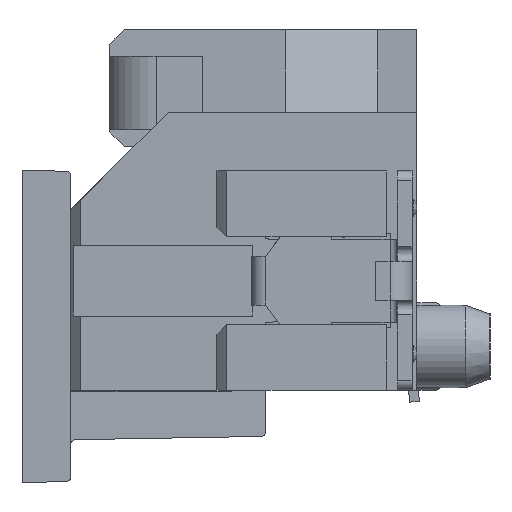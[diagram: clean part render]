
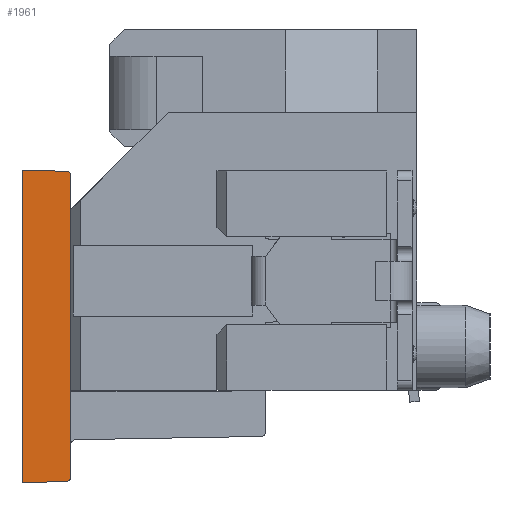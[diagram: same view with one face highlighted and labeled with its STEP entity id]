
A CAD part, left-side view. The second image highlights one B-rep face of the part: STEP entity #1961.
In plain terms, the highlighted face is planar.
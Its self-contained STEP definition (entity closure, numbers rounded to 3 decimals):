
#421 = EDGE_CURVE ( 'NONE', #22654, #9450, #9826, .T. ) ;
#575 = CARTESIAN_POINT ( 'NONE',  ( 5.95, 3., 1.325 ) ) ;
#731 = DIRECTION ( 'NONE',  ( 0., 0., 1. ) ) ;
#782 = CARTESIAN_POINT ( 'NONE',  ( 5.95, 0., 0. ) ) ;
#970 = DIRECTION ( 'NONE',  ( 0., 0., 1. ) ) ;
#1020 = CARTESIAN_POINT ( 'NONE',  ( 5.95, 3., -2.423 ) ) ;
#1122 = DIRECTION ( 'NONE',  ( 1., 0., 0. ) ) ;
#1356 = CARTESIAN_POINT ( 'NONE',  ( 5.95, 3.1, 3.084 ) ) ;
#1673 = LINE ( 'NONE', #6187, #16927 ) ;
#1818 = ORIENTED_EDGE ( 'NONE', *, *, #17397, .T. ) ;
#1888 = VERTEX_POINT ( 'NONE', #10521 ) ;
#1961 = ADVANCED_FACE ( 'NONE', ( #24661 ), #24243, .F. ) ;
#3720 = VECTOR ( 'NONE', #24304, 1000. ) ;
#3745 = VECTOR ( 'NONE', #18965, 1000. ) ;
#3821 = ORIENTED_EDGE ( 'NONE', *, *, #26932, .T. ) ;
#5619 = CARTESIAN_POINT ( 'NONE',  ( 5.95, 3.098, -3.184 ) ) ;
#5928 = CARTESIAN_POINT ( 'NONE',  ( 5.95, 3., 2.423 ) ) ;
#6187 = CARTESIAN_POINT ( 'NONE',  ( 5.95, 3., -1.325 ) ) ;
#6423 = ORIENTED_EDGE ( 'NONE', *, *, #19361, .T. ) ;
#6662 = LINE ( 'NONE', #21376, #7910 ) ;
#6771 = LINE ( 'NONE', #10992, #3720 ) ;
#7206 = CARTESIAN_POINT ( 'NONE',  ( 5.95, 3.1, -3.084 ) ) ;
#7409 = LINE ( 'NONE', #16029, #22810 ) ;
#7547 = DIRECTION ( 'NONE',  ( 0., 0., 1. ) ) ;
#7780 = AXIS2_PLACEMENT_3D ( 'NONE', #782, #26920, #7547 ) ;
#7910 = VECTOR ( 'NONE', #15405, 1000. ) ;
#8073 = LINE ( 'NONE', #12707, #3745 ) ;
#9020 = VERTEX_POINT ( 'NONE', #5928 ) ;
#9027 = ORIENTED_EDGE ( 'NONE', *, *, #20940, .T. ) ;
#9450 = VERTEX_POINT ( 'NONE', #19874 ) ;
#9525 = DIRECTION ( 'NONE',  ( 1., 0., 0. ) ) ;
#9750 = LINE ( 'NONE', #22358, #21104 ) ;
#9826 = LINE ( 'NONE', #12099, #16174 ) ;
#10245 = ORIENTED_EDGE ( 'NONE', *, *, #13003, .T. ) ;
#10250 = ORIENTED_EDGE ( 'NONE', *, *, #11989, .T. ) ;
#10287 = ORIENTED_EDGE ( 'NONE', *, *, #16618, .T. ) ;
#10521 = CARTESIAN_POINT ( 'NONE',  ( 5.95, 3., -3.084 ) ) ;
#10992 = CARTESIAN_POINT ( 'NONE',  ( 5.95, 3., -3.2 ) ) ;
#11237 = EDGE_CURVE ( 'NONE', #15066, #12348, #27237, .T. ) ;
#11771 = DIRECTION ( 'NONE',  ( 0., 0., -1. ) ) ;
#11918 = AXIS2_PLACEMENT_3D ( 'NONE', #7206, #1122, #970 ) ;
#11989 = EDGE_CURVE ( 'NONE', #24881, #14109, #8073, .T. ) ;
#12040 = CARTESIAN_POINT ( 'NONE',  ( 5.95, 3.098, 3.184 ) ) ;
#12099 = CARTESIAN_POINT ( 'NONE',  ( 5.95, -0.055, -3.129 ) ) ;
#12348 = VERTEX_POINT ( 'NONE', #25689 ) ;
#12707 = CARTESIAN_POINT ( 'NONE',  ( 5.95, 3., 3.2 ) ) ;
#13003 = EDGE_CURVE ( 'NONE', #14109, #1888, #6771, .T. ) ;
#14109 = VERTEX_POINT ( 'NONE', #1020 ) ;
#15066 = VERTEX_POINT ( 'NONE', #12040 ) ;
#15405 = DIRECTION ( 'NONE',  ( 0., -1., -0.017 ) ) ;
#15608 = ORIENTED_EDGE ( 'NONE', *, *, #26020, .T. ) ;
#15817 = ORIENTED_EDGE ( 'NONE', *, *, #11237, .T. ) ;
#16029 = CARTESIAN_POINT ( 'NONE',  ( 5.95, 3., 3.2 ) ) ;
#16174 = VECTOR ( 'NONE', #25253, 1000. ) ;
#16618 = EDGE_CURVE ( 'NONE', #19830, #24881, #1673, .T. ) ;
#16619 = DIRECTION ( 'NONE',  ( 0., 0., 1. ) ) ;
#16927 = VECTOR ( 'NONE', #25148, 1000. ) ;
#17397 = EDGE_CURVE ( 'NONE', #27641, #15066, #6662, .T. ) ;
#18251 = CIRCLE ( 'NONE', #11918, 0.1 ) ;
#18855 = DIRECTION ( 'NONE',  ( 0., 0., -1. ) ) ;
#18965 = DIRECTION ( 'NONE',  ( 0., 0., -1. ) ) ;
#19361 = EDGE_CURVE ( 'NONE', #9450, #27641, #9750, .T. ) ;
#19384 = EDGE_LOOP ( 'NONE', ( #10245, #15608, #25847, #6423, #1818, #15817, #3821, #9027, #10287, #10250 ) ) ;
#19830 = VERTEX_POINT ( 'NONE', #575 ) ;
#19874 = CARTESIAN_POINT ( 'NONE',  ( 5.95, 4., -3.2 ) ) ;
#20940 = EDGE_CURVE ( 'NONE', #9020, #19830, #21392, .T. ) ;
#21104 = VECTOR ( 'NONE', #731, 1000. ) ;
#21376 = CARTESIAN_POINT ( 'NONE',  ( 5.95, -0.055, 3.129 ) ) ;
#21392 = LINE ( 'NONE', #23365, #26496 ) ;
#22358 = CARTESIAN_POINT ( 'NONE',  ( 5.95, 4., 3.2 ) ) ;
#22654 = VERTEX_POINT ( 'NONE', #5619 ) ;
#22810 = VECTOR ( 'NONE', #11771, 1000. ) ;
#23365 = CARTESIAN_POINT ( 'NONE',  ( 5.95, 3., 3.2 ) ) ;
#24243 = PLANE ( 'NONE',  #7780 ) ;
#24304 = DIRECTION ( 'NONE',  ( 0., 0., -1. ) ) ;
#24661 = FACE_OUTER_BOUND ( 'NONE', #19384, .T. ) ;
#24881 = VERTEX_POINT ( 'NONE', #24897 ) ;
#24897 = CARTESIAN_POINT ( 'NONE',  ( 5.95, 3., -1.325 ) ) ;
#25148 = DIRECTION ( 'NONE',  ( 0., 0., -1. ) ) ;
#25253 = DIRECTION ( 'NONE',  ( 0., 1., -0.017 ) ) ;
#25689 = CARTESIAN_POINT ( 'NONE',  ( 5.95, 3., 3.084 ) ) ;
#25847 = ORIENTED_EDGE ( 'NONE', *, *, #421, .T. ) ;
#26020 = EDGE_CURVE ( 'NONE', #1888, #22654, #18251, .T. ) ;
#26496 = VECTOR ( 'NONE', #18855, 1000. ) ;
#26750 = AXIS2_PLACEMENT_3D ( 'NONE', #1356, #9525, #16619 ) ;
#26920 = DIRECTION ( 'NONE',  ( -1., 0., 0. ) ) ;
#26924 = CARTESIAN_POINT ( 'NONE',  ( 5.95, 4., 3.2 ) ) ;
#26932 = EDGE_CURVE ( 'NONE', #12348, #9020, #7409, .T. ) ;
#27237 = CIRCLE ( 'NONE', #26750, 0.1 ) ;
#27641 = VERTEX_POINT ( 'NONE', #26924 ) ;
